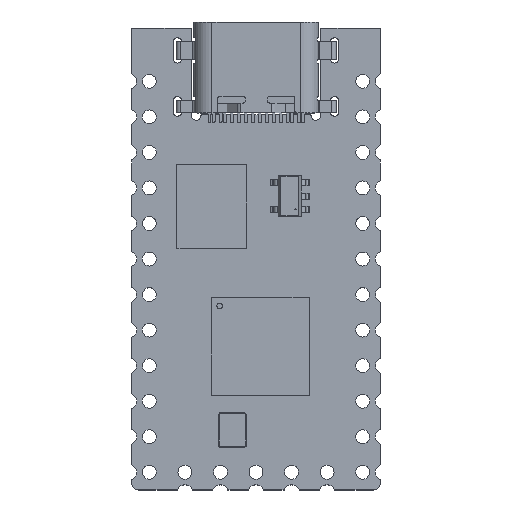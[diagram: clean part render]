
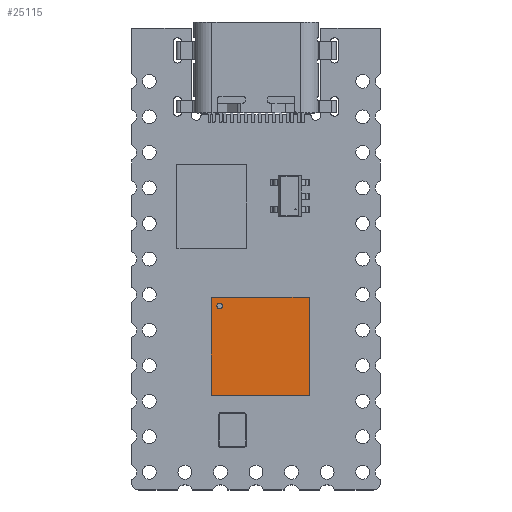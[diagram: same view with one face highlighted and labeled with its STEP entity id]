
A CAD part, top view. The second image highlights one B-rep face of the part: STEP entity #25115.
In plain terms, the highlighted planar face has unit normal (0, 0, 1).
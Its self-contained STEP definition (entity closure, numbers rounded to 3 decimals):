
#34=FACE_BOUND('',#2933,.T.);
#432=PLANE('',#26791);
#1527=FACE_OUTER_BOUND('',#2932,.T.);
#2932=EDGE_LOOP('',(#17914,#17915,#17916,#17917));
#2933=EDGE_LOOP('',(#17918));
#4721=LINE('',#36977,#7641);
#4766=LINE('',#37052,#7686);
#4810=LINE('',#37126,#7730);
#4851=LINE('',#37194,#7771);
#7641=VECTOR('',#29657,10.);
#7686=VECTOR('',#29704,10.);
#7730=VECTOR('',#29750,10.);
#7771=VECTOR('',#29793,10.);
#10188=CIRCLE('',#26741,0.2);
#11061=VERTEX_POINT('',#36619);
#11237=VERTEX_POINT('',#36974);
#11238=VERTEX_POINT('',#36976);
#11267=VERTEX_POINT('',#37050);
#11296=VERTEX_POINT('',#37124);
#13545=EDGE_CURVE('',#11061,#11061,#10188,.T.);
#13723=EDGE_CURVE('',#11238,#11237,#4721,.T.);
#13768=EDGE_CURVE('',#11237,#11267,#4766,.T.);
#13812=EDGE_CURVE('',#11267,#11296,#4810,.T.);
#13853=EDGE_CURVE('',#11296,#11238,#4851,.T.);
#17914=ORIENTED_EDGE('',*,*,#13812,.T.);
#17915=ORIENTED_EDGE('',*,*,#13853,.T.);
#17916=ORIENTED_EDGE('',*,*,#13723,.T.);
#17917=ORIENTED_EDGE('',*,*,#13768,.T.);
#17918=ORIENTED_EDGE('',*,*,#13545,.F.);
#25115=ADVANCED_FACE('',(#1527,#34),#432,.T.);
#26741=AXIS2_PLACEMENT_3D('',#36620,#29431,#29432);
#26791=AXIS2_PLACEMENT_3D('',#37196,#29796,#29797);
#29431=DIRECTION('center_axis',(0.,0.,1.));
#29432=DIRECTION('ref_axis',(-1.,0.,0.));
#29657=DIRECTION('',(0.,1.,0.));
#29704=DIRECTION('',(-1.,0.,0.));
#29750=DIRECTION('',(0.,-1.,0.));
#29793=DIRECTION('',(1.,0.,0.));
#29796=DIRECTION('center_axis',(0.,0.,1.));
#29797=DIRECTION('ref_axis',(1.,0.,0.));
#36619=CARTESIAN_POINT('',(-152.9,104.37,1.));
#36620=CARTESIAN_POINT('Origin',(-152.9,104.17,1.));
#36974=CARTESIAN_POINT('',(-146.5,104.77,1.));
#36976=CARTESIAN_POINT('',(-146.5,97.77,1.));
#36977=CARTESIAN_POINT('',(-146.5,97.77,1.));
#37050=CARTESIAN_POINT('',(-153.5,104.77,1.));
#37052=CARTESIAN_POINT('',(-146.5,104.77,1.));
#37124=CARTESIAN_POINT('',(-153.5,97.77,1.));
#37126=CARTESIAN_POINT('',(-153.5,104.77,1.));
#37194=CARTESIAN_POINT('',(-153.5,97.77,1.));
#37196=CARTESIAN_POINT('Origin',(-150.683,102.919,1.));
